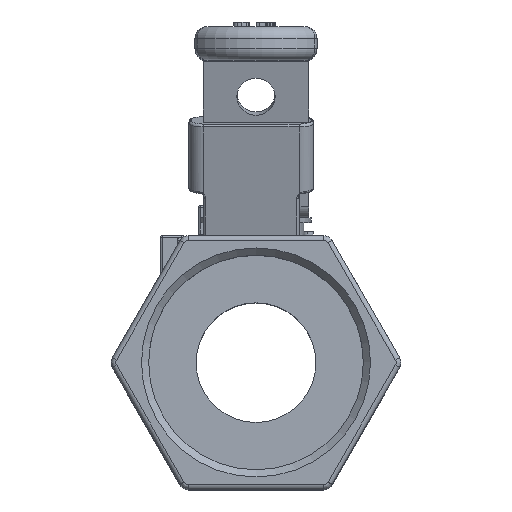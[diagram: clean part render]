
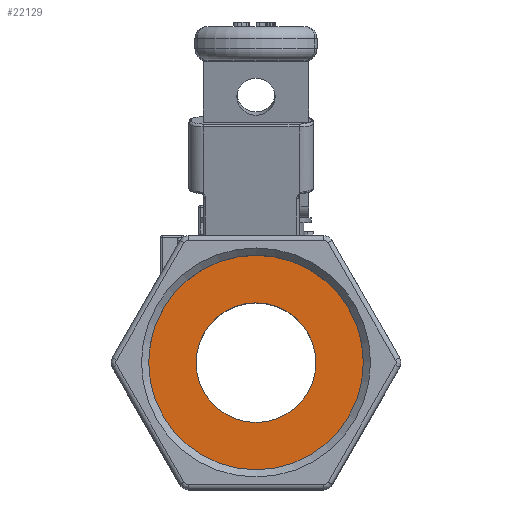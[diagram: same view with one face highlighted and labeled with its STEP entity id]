
A CAD part, top view. The second image highlights one B-rep face of the part: STEP entity #22129.
In plain terms, the highlighted planar face has unit normal (0, 0, 1).
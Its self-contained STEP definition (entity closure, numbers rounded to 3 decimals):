
#186=PLANE('',#23541);
#772=FACE_BOUND('',#2392,.T.);
#1130=FACE_OUTER_BOUND('',#2391,.T.);
#2391=EDGE_LOOP('',(#14758));
#2392=EDGE_LOOP('',(#14759));
#3726=CIRCLE('',#23530,22.423);
#3734=CIRCLE('',#23540,12.5);
#8783=VERTEX_POINT('',#39500);
#8797=VERTEX_POINT('',#39530);
#11084=EDGE_CURVE('',#8783,#8783,#3726,.T.);
#11098=EDGE_CURVE('',#8797,#8797,#3734,.T.);
#14758=ORIENTED_EDGE('',*,*,#11084,.T.);
#14759=ORIENTED_EDGE('',*,*,#11098,.T.);
#22129=ADVANCED_FACE('',(#1130,#772),#186,.T.);
#23530=AXIS2_PLACEMENT_3D('',#39501,#25304,#25305);
#23540=AXIS2_PLACEMENT_3D('',#39531,#25330,#25331);
#23541=AXIS2_PLACEMENT_3D('',#39532,#25332,#25333);
#25304=DIRECTION('center_axis',(0.,0.,1.));
#25305=DIRECTION('ref_axis',(1.,0.,0.));
#25330=DIRECTION('center_axis',(0.,0.,-1.));
#25331=DIRECTION('ref_axis',(1.,0.,0.));
#25332=DIRECTION('center_axis',(0.,0.,1.));
#25333=DIRECTION('ref_axis',(1.,0.,0.));
#39500=CARTESIAN_POINT('',(22.423,0.,61.));
#39501=CARTESIAN_POINT('Origin',(0.,0.,61.));
#39530=CARTESIAN_POINT('',(12.5,0.,61.));
#39531=CARTESIAN_POINT('Origin',(0.,0.,61.));
#39532=CARTESIAN_POINT('Origin',(0.,0.,61.));
